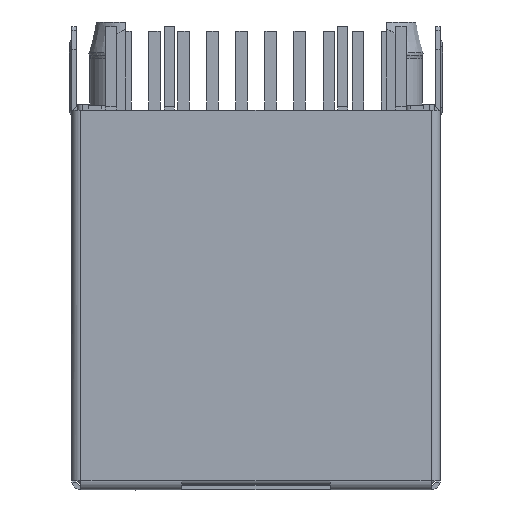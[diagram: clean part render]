
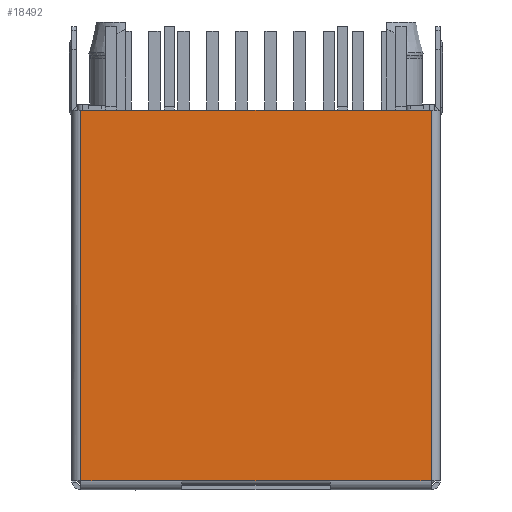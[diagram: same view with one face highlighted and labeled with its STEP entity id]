
A CAD part, left-side view. The second image highlights one B-rep face of the part: STEP entity #18492.
In plain terms, the highlighted planar face has unit normal (-1, 0, 0).
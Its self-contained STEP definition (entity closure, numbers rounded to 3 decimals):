
#4308=DIRECTION('',(0.,-1.,0.));
#4309=VECTOR('',#4308,15.3);
#4310=CARTESIAN_POINT('',(-8.425,7.65,8.175));
#4311=LINE('',#4310,#4309);
#4351=DIRECTION('',(0.,0.,-1.));
#4352=VECTOR('',#4351,16.2);
#4353=CARTESIAN_POINT('',(-8.425,7.65,8.175));
#4354=LINE('',#4353,#4352);
#5292=DIRECTION('',(0.,1.,0.));
#5293=VECTOR('',#5292,6.5);
#5294=CARTESIAN_POINT('',(-8.425,-3.25,-8.025));
#5295=LINE('',#5294,#5293);
#5322=DIRECTION('',(0.,-1.,0.));
#5323=VECTOR('',#5322,4.4);
#5324=CARTESIAN_POINT('',(-8.425,-3.25,-8.025));
#5325=LINE('',#5324,#5323);
#5365=DIRECTION('',(0.,0.,1.));
#5366=VECTOR('',#5365,16.2);
#5367=CARTESIAN_POINT('',(-8.425,-7.65,-8.025));
#5368=LINE('',#5367,#5366);
#6334=DIRECTION('',(0.,-1.,0.));
#6335=VECTOR('',#6334,4.4);
#6336=CARTESIAN_POINT('',(-8.425,7.65,-8.025));
#6337=LINE('',#6336,#6335);
#9791=CARTESIAN_POINT('',(-8.425,-3.25,-8.025));
#9792=CARTESIAN_POINT('',(-8.425,3.25,-8.025));
#9793=VERTEX_POINT('',#9791);
#9794=VERTEX_POINT('',#9792);
#9799=CARTESIAN_POINT('',(-8.425,-7.65,-8.025));
#9800=VERTEX_POINT('',#9799);
#9801=CARTESIAN_POINT('',(-8.425,-7.65,8.175));
#9802=VERTEX_POINT('',#9801);
#9803=CARTESIAN_POINT('',(-8.425,7.65,8.175));
#9804=VERTEX_POINT('',#9803);
#9805=CARTESIAN_POINT('',(-8.425,7.65,-8.025));
#9806=VERTEX_POINT('',#9805);
#18475=CARTESIAN_POINT('',(-8.425,0.,0.075));
#18476=DIRECTION('',(1.,0.,0.));
#18477=DIRECTION('',(0.,0.,1.));
#18478=AXIS2_PLACEMENT_3D('',#18475,#18476,#18477);
#18479=PLANE('',#18478);
#18481=ORIENTED_EDGE('',*,*,#18480,.T.);
#18483=ORIENTED_EDGE('',*,*,#18482,.F.);
#18484=ORIENTED_EDGE('',*,*,#16878,.F.);
#18485=ORIENTED_EDGE('',*,*,#16807,.T.);
#18487=ORIENTED_EDGE('',*,*,#18486,.F.);
#18489=ORIENTED_EDGE('',*,*,#18488,.F.);
#18490=EDGE_LOOP('',(#18481,#18483,#18484,#18485,#18487,#18489));
#18491=FACE_OUTER_BOUND('',#18490,.F.);
#18492=ADVANCED_FACE('',(#18491),#18479,.F.);
#16807=EDGE_CURVE('',#9804,#9802,#4311,.T.);
#16878=EDGE_CURVE('',#9804,#9806,#4354,.T.);
#18480=EDGE_CURVE('',#9793,#9794,#5295,.T.);
#18482=EDGE_CURVE('',#9806,#9794,#6337,.T.);
#18486=EDGE_CURVE('',#9800,#9802,#5368,.T.);
#18488=EDGE_CURVE('',#9793,#9800,#5325,.T.);
